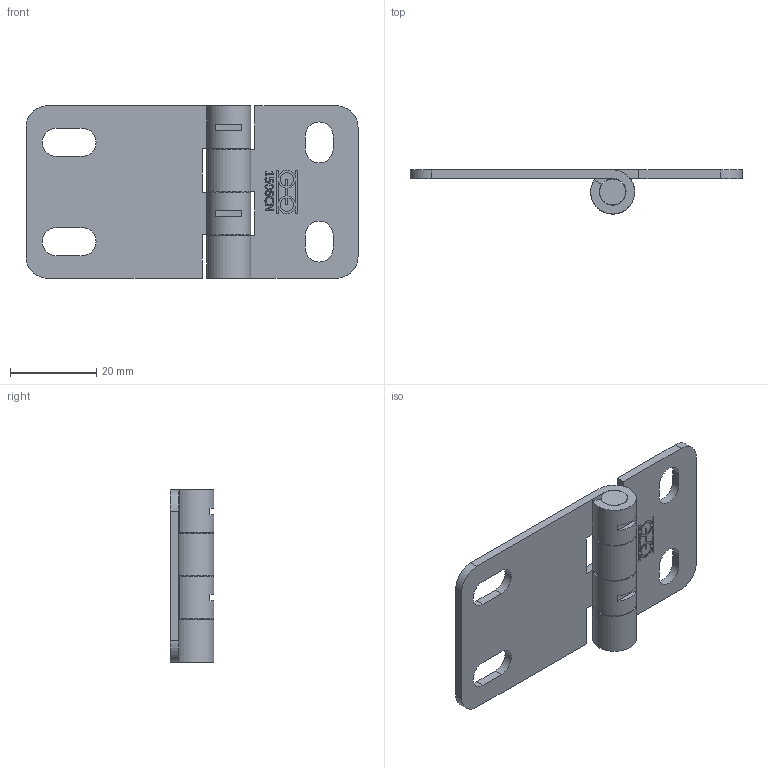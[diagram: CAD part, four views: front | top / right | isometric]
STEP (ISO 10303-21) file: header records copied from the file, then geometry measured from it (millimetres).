
FILE_DESCRIPTION(/* description */ (''),/* implementation_level */ '2;1');
FILE_NAME(/* name */ '1506P.stp',/* time_stamp */ '2019-08-05T13:32:41+02:00',/* author */ ('GIULIANO'),/* organization */ (''),/* preprocessor_version */ 'ST-DEVELOPER v17.2',/* originating_system */ 'Autodesk Inventor 2019',/* authorisation */ '');
FILE_SCHEMA (('AUTOMOTIVE_DESIGN { 1 0 10303 214 3 1 1 }'));
Length unit declared in the file: millimetre
Products named in the file (4): 1506P; 20340; 20341; 20334
Assembly tree (3 placements, depth 2):
  1506P
    20340
    20341
    20334
Bounding box: 77 x 10.2 x 40 mm (x, y, z)
Volume: 7945.2 mm3; surface area: 8929 mm2
Topology: 3 solids, 3 shells, 331 faces, 893 edges, 596 vertices
Faces by surface type: plane 172, bspline 122, cylinder 37
Full cylindrical faces by diameter (mm): 6 x1
Entity records: 11194 total; most frequent: CARTESIAN_POINT 3455, ORIENTED_EDGE 1786, DIRECTION 1161, EDGE_CURVE 893, VERTEX_POINT 596, LINE 569, VECTOR 569, EDGE_LOOP 367
